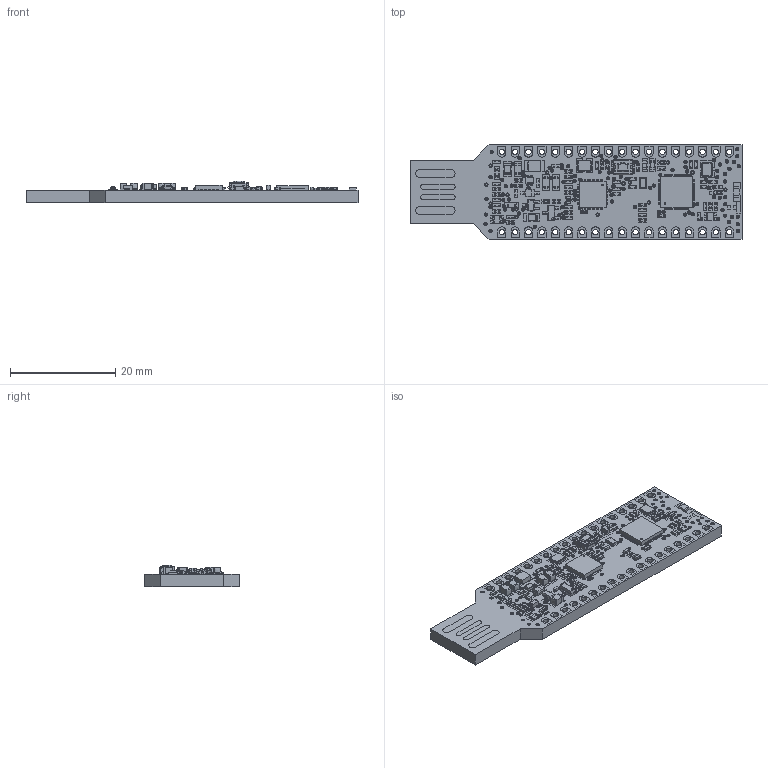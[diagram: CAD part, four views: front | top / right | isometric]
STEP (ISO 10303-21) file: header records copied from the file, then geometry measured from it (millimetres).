
FILE_DESCRIPTION(/* description */ (''),/* implementation_level */ '2;1');
FILE_NAME(/* name */ 'nRF52832-MDK-V2 v5.step',/* time_stamp */ '2018-03-22T22:36:05+08:00',/* author */ ('jerrincai'),/* organization */ (''),/* preprocessor_version */ 'ST-DEVELOPER v16.13',/* originating_system */ 'Autodesk Translation Framework v6.5.0.72',/* authorisation */ '');
FILE_SCHEMA (('AUTOMOTIVE_DESIGN { 1 0 10303 214 3 1 1 }'));
Products named in the file (94): nRF52832-MDK-V2; BOARD; EXTERNAL COPPER; TOP; PADS_TOP; CIRCLE_6350; RECT_6000X2500; RECT_10500X6500; OBLONG_75000X15000; OBLONG_65000X10000; RECT_4200X3000; RECT_3200X3000; RECT_11500X10500; RECT_21000X14000; RECT_14500X11500; RECT_9000X5000; RECT_6300X5700; RECT_10000X5000; SHAPE_CMPLXRR0-3X0-8A0; RECT_32000X32000; RECT_10000X9500; RECT_9500X9000; RECT_14000X7000; RECT_8000X5500; RECT_6200X5700; RECT_7200X5900; RECT_6200X6200; RECT_13000X11500; RECT_14000X10000; RECT_22500X7000; RECT_7200X6800; RECT_8500X2000; RECT_42000X42000; SHAPE_CMPLXRR78_200X156; BOTTOM; PADS_BOTTOM; CIRCLE_6350 (1); CIRCLE_10000; SHAPE_CMPLXRR78_200X156 (1); COMPONENTS ...
Assembly tree (720 placements, depth 5):
  nRF52832-MDK-V2
    BOARD
    EXTERNAL COPPER
      TOP
        PADS_TOP
          CIRCLE_6350  x138
          RECT_6000X2500  x6
          RECT_10500X6500  x3
          OBLONG_75000X15000  x2
          OBLONG_65000X10000  x2
          RECT_4200X3000
          RECT_3200X3000  x2
          RECT_11500X10500  x4
          RECT_9500X9000  x4
          RECT_21000X14000  x2
          RECT_14500X11500  x10
          RECT_9000X5000  x2
          RECT_10000X9500  x4
          RECT_6300X5700  x6
          RECT_10000X5000  x3
          SHAPE_CMPLXRR0-3X0-8A0  x32
          RECT_32000X32000
          RECT_14000X7000  x2
          RECT_8000X5500  x8
          RECT_6200X5700  x52
          RECT_7200X5900  x4
          RECT_6200X6200  x42
          RECT_13000X11500  x8
          RECT_14000X10000  x2
          RECT_22500X7000
          RECT_7200X6800  x2
          RECT_8500X2000  x48
          RECT_42000X42000
          SHAPE_CMPLXRR78_200X156  x36
      BOTTOM
        PADS_BOTTOM
          CIRCLE_6350 (1)  x138
          CIRCLE_10000  x3
          SHAPE_CMPLXRR78_200X156 (1)  x36
    COMPONENTS
      SOT563
        SW3dPS-SOT-563
      SOT-23-3
        User Library-SOT23-3
      SOT-723
        User Library-SOT-723
      HY-1185PM
        Assem1
          Frame
          Cover
          Stem
          Terminal_l  x2
          Terminal_r  x2
      LEDC1608X60N_G
        User Library-LED_0603_G
          User Library-LED_0603_G_Pocket002
          User Library-LED_0603_G_Pad004
          User Library-LED_0603_G_Fillet
          User Library-LED_0603_G_Pocket001
          User Library-LED_0603_G_Pad
Bounding box: 63 x 18 x 4.15 mm (x, y, z)
Volume: 2594.3 mm3; surface area: 4192.3 mm2
Topology: 299 solids, 902 shells, 5602 faces, 13714 edges, 9060 vertices
Faces by surface type: plane 3543, cylinder 1334, sphere 439, bspline 283, torus 3
Full cylindrical faces by diameter (mm): 0.08 x1, 0.3 x1, 0.33 x138, 0.8 x1, 1.02 x36
Entity records: 81554 total; most frequent: CARTESIAN_POINT 16472, DIRECTION 13058, ORIENTED_EDGE 11212, EDGE_CURVE 5667, LINE 4366, VECTOR 4366, AXIS2_PLACEMENT_3D 4346, VERTEX_POINT 3707
